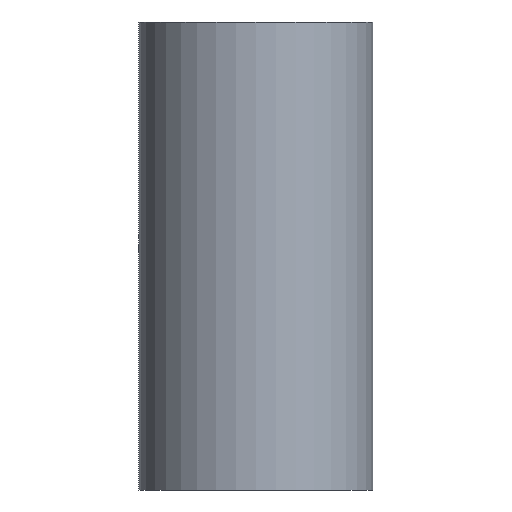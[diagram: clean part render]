
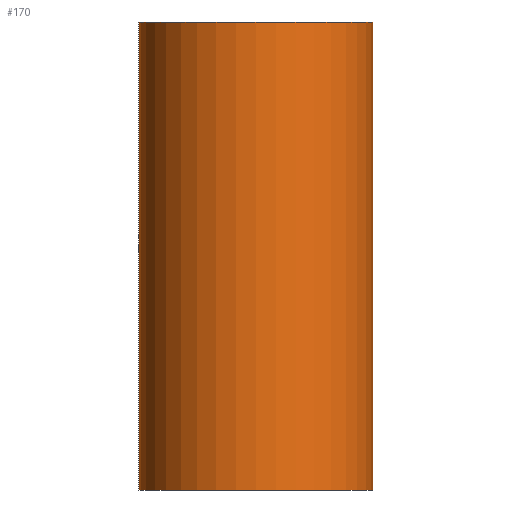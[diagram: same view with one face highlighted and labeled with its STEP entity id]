
A CAD part, left-side view. The second image highlights one B-rep face of the part: STEP entity #170.
In plain terms, the highlighted cylindrical face has radius 16.5 mm (diameter 33 mm), a full revolution.
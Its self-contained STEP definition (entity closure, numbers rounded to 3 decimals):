
#32=CIRCLE($,#192,16.5);
#33=CIRCLE($,#193,16.5);
#44=FACE_BOUND($,#66,.T.);
#45=FACE_BOUND($,#67,.T.);
#46=FACE_BOUND($,#68,.T.);
#66=EDGE_LOOP($,(#133,#134,#135,#136));
#67=EDGE_LOOP($,(#137));
#68=EDGE_LOOP($,(#138));
#88=B_SPLINE_CURVE_WITH_KNOTS($,3,(#320,#321,#322,#323,#324,#325,#326,#327,
#328,#329,#330,#331,#332,#333,#334,#335),.UNSPECIFIED.,.F.,.F.,(4,2,2,2,
2,2,2,4),(4.595,4.889,5.183,5.477,
5.771,6.332,6.613,6.893),
 .UNSPECIFIED.);
#89=B_SPLINE_CURVE_WITH_KNOTS($,3,(#337,#338,#339,#340,#341,#342,#343,#344,
#345,#346,#347,#348,#349,#350,#351,#352),.UNSPECIFIED.,.F.,.F.,(4,2,2,2,
2,2,2,4),(-4.595,-4.301,-4.007,-3.713,
-3.419,-2.859,-2.578,-2.298),
 .UNSPECIFIED.);
#90=B_SPLINE_CURVE_WITH_KNOTS($,3,(#354,#355,#356,#357,#358,#359,#360,#361,
#362,#363,#364,#365,#366,#367,#368,#369),.UNSPECIFIED.,.F.,.F.,(4,2,2,2,
2,2,2,4),(6.893,7.174,7.454,8.015,
8.309,8.603,8.897,9.191),
 .UNSPECIFIED.);
#91=B_SPLINE_CURVE_WITH_KNOTS($,3,(#370,#371,#372,#373,#374,#375,#376,#377,
#378,#379,#380,#381,#382,#383,#384,#385),.UNSPECIFIED.,.F.,.F.,(4,2,2,2,
2,2,2,4),(-2.298,-2.017,-1.737,-1.176,
-0.882,-0.588,-0.294,0.),
 .UNSPECIFIED.);
#98=VERTEX_POINT($,#318);
#99=VERTEX_POINT($,#319);
#100=VERTEX_POINT($,#336);
#101=VERTEX_POINT($,#353);
#102=VERTEX_POINT($,#386);
#103=VERTEX_POINT($,#388);
#115=EDGE_CURVE($,#98,#99,#88,.T.);
#116=EDGE_CURVE($,#98,#100,#89,.T.);
#117=EDGE_CURVE($,#100,#101,#90,.T.);
#118=EDGE_CURVE($,#99,#101,#91,.T.);
#119=EDGE_CURVE($,#102,#102,#32,.T.);
#120=EDGE_CURVE($,#103,#103,#33,.T.);
#133=ORIENTED_EDGE($,*,*,#115,.F.);
#134=ORIENTED_EDGE($,*,*,#116,.T.);
#135=ORIENTED_EDGE($,*,*,#117,.T.);
#136=ORIENTED_EDGE($,*,*,#118,.F.);
#137=ORIENTED_EDGE($,*,*,#119,.T.);
#138=ORIENTED_EDGE($,*,*,#120,.F.);
#163=CYLINDRICAL_SURFACE($,#191,16.5);
#170=ADVANCED_FACE($,(#44,#45,#46),#163,.T.);
#191=AXIS2_PLACEMENT_3D($,#317,#226,#227);
#192=AXIS2_PLACEMENT_3D($,#387,#228,#229);
#193=AXIS2_PLACEMENT_3D($,#389,#230,#231);
#226=DIRECTION('center_axis',(0.,0.,1.));
#227=DIRECTION('ref_axis',(1.,0.,0.));
#228=DIRECTION('center_axis',(0.,0.,1.));
#229=DIRECTION('ref_axis',(1.,0.,0.));
#230=DIRECTION('center_axis',(0.,0.,1.));
#231=DIRECTION('ref_axis',(1.,0.,0.));
#317=CARTESIAN_POINT('Origin',(0.,0.,0.));
#318=CARTESIAN_POINT('',(8.732,-14.,33.));
#319=CARTESIAN_POINT('',(16.5,0.,19.));
#320=CARTESIAN_POINT('Ctrl Pts',(8.732,-14.,33.));
#321=CARTESIAN_POINT('Ctrl Pts',(8.732,-14.,32.02));
#322=CARTESIAN_POINT('Ctrl Pts',(8.901,-13.897,31.067));
#323=CARTESIAN_POINT('Ctrl Pts',(9.47,-13.516,29.233));
#324=CARTESIAN_POINT('Ctrl Pts',(9.867,-13.237,28.352));
#325=CARTESIAN_POINT('Ctrl Pts',(10.76,-12.522,26.674));
#326=CARTESIAN_POINT('Ctrl Pts',(11.255,-12.086,25.877));
#327=CARTESIAN_POINT('Ctrl Pts',(12.246,-11.081,24.397));
#328=CARTESIAN_POINT('Ctrl Pts',(12.741,-10.512,23.713));
#329=CARTESIAN_POINT('Ctrl Pts',(14.076,-8.732,21.933));
#330=CARTESIAN_POINT('Ctrl Pts',(14.945,-7.225,20.864));
#331=CARTESIAN_POINT('Ctrl Pts',(15.856,-4.654,19.763));
#332=CARTESIAN_POINT('Ctrl Pts',(16.097,-3.745,19.477));
#333=CARTESIAN_POINT('Ctrl Pts',(16.419,-1.885,19.095));
#334=CARTESIAN_POINT('Ctrl Pts',(16.5,-0.935,19.));
#335=CARTESIAN_POINT('Ctrl Pts',(16.5,0.,19.));
#336=CARTESIAN_POINT('',(16.5,0.,47.));
#337=CARTESIAN_POINT('Ctrl Pts',(8.732,-14.,33.));
#338=CARTESIAN_POINT('Ctrl Pts',(8.732,-14.,33.98));
#339=CARTESIAN_POINT('Ctrl Pts',(8.901,-13.897,34.933));
#340=CARTESIAN_POINT('Ctrl Pts',(9.47,-13.516,36.767));
#341=CARTESIAN_POINT('Ctrl Pts',(9.867,-13.237,37.648));
#342=CARTESIAN_POINT('Ctrl Pts',(10.76,-12.522,39.326));
#343=CARTESIAN_POINT('Ctrl Pts',(11.255,-12.086,40.123));
#344=CARTESIAN_POINT('Ctrl Pts',(12.246,-11.081,41.603));
#345=CARTESIAN_POINT('Ctrl Pts',(12.741,-10.512,42.287));
#346=CARTESIAN_POINT('Ctrl Pts',(14.076,-8.732,44.067));
#347=CARTESIAN_POINT('Ctrl Pts',(14.945,-7.225,45.136));
#348=CARTESIAN_POINT('Ctrl Pts',(15.856,-4.654,46.237));
#349=CARTESIAN_POINT('Ctrl Pts',(16.097,-3.745,46.523));
#350=CARTESIAN_POINT('Ctrl Pts',(16.419,-1.885,46.905));
#351=CARTESIAN_POINT('Ctrl Pts',(16.5,-0.935,47.));
#352=CARTESIAN_POINT('Ctrl Pts',(16.5,0.,47.));
#353=CARTESIAN_POINT('',(8.732,14.,33.));
#354=CARTESIAN_POINT('Ctrl Pts',(16.5,0.,47.));
#355=CARTESIAN_POINT('Ctrl Pts',(16.5,0.935,47.));
#356=CARTESIAN_POINT('Ctrl Pts',(16.419,1.885,46.905));
#357=CARTESIAN_POINT('Ctrl Pts',(16.097,3.745,46.523));
#358=CARTESIAN_POINT('Ctrl Pts',(15.856,4.654,46.237));
#359=CARTESIAN_POINT('Ctrl Pts',(14.945,7.225,45.136));
#360=CARTESIAN_POINT('Ctrl Pts',(14.076,8.732,44.067));
#361=CARTESIAN_POINT('Ctrl Pts',(12.741,10.512,42.287));
#362=CARTESIAN_POINT('Ctrl Pts',(12.246,11.081,41.603));
#363=CARTESIAN_POINT('Ctrl Pts',(11.255,12.086,40.123));
#364=CARTESIAN_POINT('Ctrl Pts',(10.76,12.522,39.326));
#365=CARTESIAN_POINT('Ctrl Pts',(9.867,13.237,37.648));
#366=CARTESIAN_POINT('Ctrl Pts',(9.47,13.516,36.767));
#367=CARTESIAN_POINT('Ctrl Pts',(8.901,13.897,34.933));
#368=CARTESIAN_POINT('Ctrl Pts',(8.732,14.,33.98));
#369=CARTESIAN_POINT('Ctrl Pts',(8.732,14.,33.));
#370=CARTESIAN_POINT('Ctrl Pts',(16.5,0.,19.));
#371=CARTESIAN_POINT('Ctrl Pts',(16.5,0.935,19.));
#372=CARTESIAN_POINT('Ctrl Pts',(16.419,1.885,19.095));
#373=CARTESIAN_POINT('Ctrl Pts',(16.097,3.745,19.477));
#374=CARTESIAN_POINT('Ctrl Pts',(15.856,4.654,19.763));
#375=CARTESIAN_POINT('Ctrl Pts',(14.945,7.225,20.864));
#376=CARTESIAN_POINT('Ctrl Pts',(14.076,8.732,21.933));
#377=CARTESIAN_POINT('Ctrl Pts',(12.741,10.512,23.713));
#378=CARTESIAN_POINT('Ctrl Pts',(12.246,11.081,24.397));
#379=CARTESIAN_POINT('Ctrl Pts',(11.255,12.086,25.877));
#380=CARTESIAN_POINT('Ctrl Pts',(10.76,12.522,26.674));
#381=CARTESIAN_POINT('Ctrl Pts',(9.867,13.237,28.352));
#382=CARTESIAN_POINT('Ctrl Pts',(9.47,13.516,29.233));
#383=CARTESIAN_POINT('Ctrl Pts',(8.901,13.897,31.067));
#384=CARTESIAN_POINT('Ctrl Pts',(8.732,14.,32.02));
#385=CARTESIAN_POINT('Ctrl Pts',(8.732,14.,33.));
#386=CARTESIAN_POINT('',(16.5,0.,0.));
#387=CARTESIAN_POINT('Origin',(0.,0.,0.));
#388=CARTESIAN_POINT('',(-16.5,0.,66.));
#389=CARTESIAN_POINT('Origin',(0.,0.,66.));
